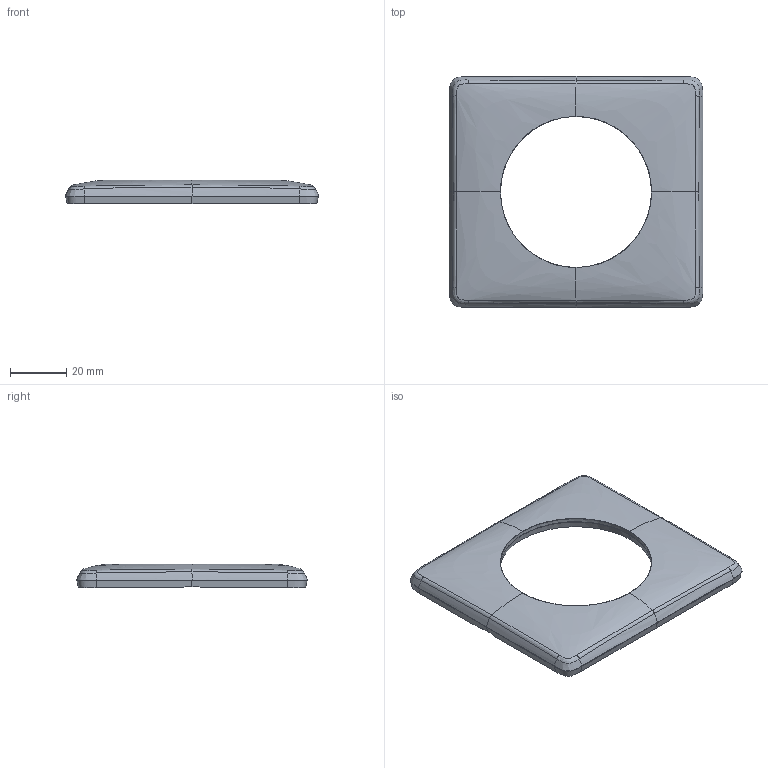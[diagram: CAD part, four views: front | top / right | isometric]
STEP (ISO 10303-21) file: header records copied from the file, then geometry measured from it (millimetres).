
FILE_DESCRIPTION(('CATIA V5 STEP Exchange','CAx-IF Rec.Pracs.--- Model Styling and Organization---1.5--- 2016-08-15','CAx-IF Rec.Pracs.---Supplemental Geometry---1.0---2011-11-01','CAx-IF Rec.Pracs.--- Composite Materials ---1.1---2010-07-15'),'2;1');
FILE_NAME('066631.stp','2023-10-31T13:44:40+00:00',('none'),('none'),'CATIA Version 5-6 Release 2020 SP3','CATIA V5 STEP AP214 v2','none');
FILE_SCHEMA(('AUTOMOTIVE_DESIGN { 1 0 10303 214 1 1 1 1 }'));
Length unit declared in the file: millimetre
Products named in the file (1): ED03869_A
Bounding box: 90 x 82 x 8.5 mm (x, y, z)
Volume: 16927.5 mm3; surface area: 24677 mm2
Topology: 9 solids, 9 shells, 445 faces, 1187 edges, 769 vertices
Faces by surface type: extrusion 196, bspline 132, plane 109, cone 6, torus 2
Entity records: 35238 total; most frequent: CARTESIAN_POINT 26310, ORIENTED_EDGE 2374, EDGE_CURVE 1183, B_SPLINE_CURVE_WITH_KNOTS 1004, VERTEX_POINT 765, DIRECTION 723, VECTOR 559, EDGE_LOOP 470
